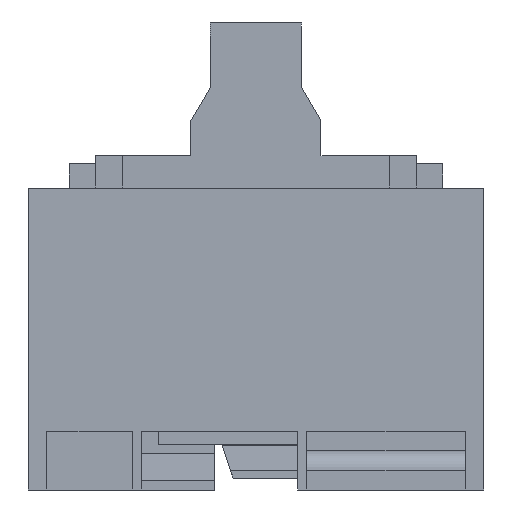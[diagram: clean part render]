
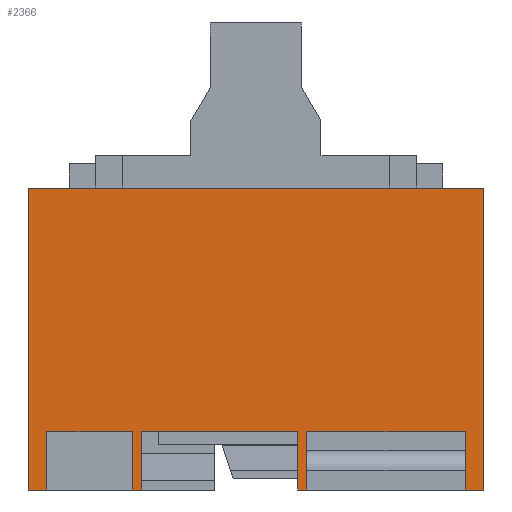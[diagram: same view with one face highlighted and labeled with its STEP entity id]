
A CAD part, front view. The second image highlights one B-rep face of the part: STEP entity #2366.
In plain terms, the highlighted planar face has unit normal (0, -1, 0).
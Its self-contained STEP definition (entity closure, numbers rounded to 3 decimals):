
#226=ORIENTED_EDGE('',*,*,#878,.F.);
#227=ORIENTED_EDGE('',*,*,#879,.T.);
#228=ORIENTED_EDGE('',*,*,#880,.F.);
#229=ORIENTED_EDGE('',*,*,#881,.F.);
#230=ORIENTED_EDGE('',*,*,#876,.T.);
#231=ORIENTED_EDGE('',*,*,#882,.T.);
#232=ORIENTED_EDGE('',*,*,#768,.F.);
#233=ORIENTED_EDGE('',*,*,#883,.F.);
#234=ORIENTED_EDGE('',*,*,#884,.F.);
#235=ORIENTED_EDGE('',*,*,#885,.T.);
#236=ORIENTED_EDGE('',*,*,#764,.F.);
#237=ORIENTED_EDGE('',*,*,#886,.F.);
#238=ORIENTED_EDGE('',*,*,#845,.F.);
#239=ORIENTED_EDGE('',*,*,#887,.T.);
#240=ORIENTED_EDGE('',*,*,#888,.F.);
#241=ORIENTED_EDGE('',*,*,#889,.F.);
#764=EDGE_CURVE('',#1104,#1105,#1340,.T.);
#768=EDGE_CURVE('',#1108,#1109,#1344,.T.);
#845=EDGE_CURVE('',#1170,#1171,#1421,.T.);
#876=EDGE_CURVE('',#1196,#1195,#1452,.T.);
#878=EDGE_CURVE('',#1197,#1198,#1454,.T.);
#879=EDGE_CURVE('',#1197,#1199,#1455,.T.);
#880=EDGE_CURVE('',#1200,#1199,#1456,.T.);
#881=EDGE_CURVE('',#1196,#1200,#1457,.T.);
#882=EDGE_CURVE('',#1195,#1109,#1458,.T.);
#883=EDGE_CURVE('',#1201,#1108,#1459,.T.);
#884=EDGE_CURVE('',#1202,#1201,#1460,.T.);
#885=EDGE_CURVE('',#1202,#1105,#1461,.T.);
#886=EDGE_CURVE('',#1171,#1104,#1462,.T.);
#887=EDGE_CURVE('',#1170,#1203,#1463,.T.);
#888=EDGE_CURVE('',#1204,#1203,#1464,.T.);
#889=EDGE_CURVE('',#1198,#1204,#1465,.T.);
#1104=VERTEX_POINT('',#3303);
#1105=VERTEX_POINT('',#3304);
#1108=VERTEX_POINT('',#3310);
#1109=VERTEX_POINT('',#3312);
#1170=VERTEX_POINT('',#3463);
#1171=VERTEX_POINT('',#3465);
#1195=VERTEX_POINT('',#3521);
#1196=VERTEX_POINT('',#3523);
#1197=VERTEX_POINT('',#3527);
#1198=VERTEX_POINT('',#3528);
#1199=VERTEX_POINT('',#3530);
#1200=VERTEX_POINT('',#3532);
#1201=VERTEX_POINT('',#3536);
#1202=VERTEX_POINT('',#3538);
#1203=VERTEX_POINT('',#3542);
#1204=VERTEX_POINT('',#3544);
#1340=LINE('',#3302,#1682);
#1344=LINE('',#3311,#1686);
#1421=LINE('',#3464,#1763);
#1452=LINE('',#3522,#1794);
#1454=LINE('',#3526,#1796);
#1455=LINE('',#3529,#1797);
#1456=LINE('',#3531,#1798);
#1457=LINE('',#3533,#1799);
#1458=LINE('',#3534,#1800);
#1459=LINE('',#3535,#1801);
#1460=LINE('',#3537,#1802);
#1461=LINE('',#3539,#1803);
#1462=LINE('',#3540,#1804);
#1463=LINE('',#3541,#1805);
#1464=LINE('',#3543,#1806);
#1465=LINE('',#3545,#1807);
#1682=VECTOR('',#2673,1000.);
#1686=VECTOR('',#2677,1000.);
#1763=VECTOR('',#2782,1000.);
#1794=VECTOR('',#2817,1000.);
#1796=VECTOR('',#2821,1000.);
#1797=VECTOR('',#2822,1000.);
#1798=VECTOR('',#2823,1000.);
#1799=VECTOR('',#2824,1000.);
#1800=VECTOR('',#2825,1000.);
#1801=VECTOR('',#2826,1000.);
#1802=VECTOR('',#2827,1000.);
#1803=VECTOR('',#2828,1000.);
#1804=VECTOR('',#2829,1000.);
#1805=VECTOR('',#2830,1000.);
#1806=VECTOR('',#2831,1000.);
#1807=VECTOR('',#2832,1000.);
#2001=EDGE_LOOP('',(#226,#227,#228,#229,#230,#231,#232,#233,#234,#235,#236,
#237,#238,#239,#240,#241));
#2127=FACE_BOUND('',#2001,.T.);
#2248=PLANE('',#2499);
#2366=ADVANCED_FACE('',(#2127),#2248,.F.);
#2499=AXIS2_PLACEMENT_3D('',#3525,#2819,#2820);
#2673=DIRECTION('',(-1.,0.,0.));
#2677=DIRECTION('',(-1.,0.,0.));
#2782=DIRECTION('',(-1.,0.,0.));
#2817=DIRECTION('',(-1.,0.,0.));
#2819=DIRECTION('',(0.,1.,0.));
#2820=DIRECTION('',(0.,0.,1.));
#2821=DIRECTION('',(-1.,0.,0.));
#2822=DIRECTION('',(0.,0.,-1.));
#2823=DIRECTION('',(-1.,0.,0.));
#2824=DIRECTION('',(0.,0.,-1.));
#2825=DIRECTION('',(0.,0.,-1.));
#2826=DIRECTION('',(0.,0.,-1.));
#2827=DIRECTION('',(-1.,0.,0.));
#2828=DIRECTION('',(0.,0.,-1.));
#2829=DIRECTION('',(0.,0.,-1.));
#2830=DIRECTION('',(0.,0.,-1.));
#2831=DIRECTION('',(-1.,0.,0.));
#2832=DIRECTION('',(0.,0.,-1.));
#3302=CARTESIAN_POINT('',(35.,0.,0.));
#3303=CARTESIAN_POINT('',(8.7,0.,0.));
#3304=CARTESIAN_POINT('',(8.,0.,0.));
#3310=CARTESIAN_POINT('',(1.4,0.,0.));
#3311=CARTESIAN_POINT('',(35.,0.,0.));
#3312=CARTESIAN_POINT('',(0.,0.,0.));
#3463=CARTESIAN_POINT('',(20.7,0.,4.5));
#3464=CARTESIAN_POINT('',(35.,0.,4.5));
#3465=CARTESIAN_POINT('',(8.7,0.,4.5));
#3521=CARTESIAN_POINT('',(0.,0.,23.2));
#3522=CARTESIAN_POINT('',(35.,0.,23.2));
#3523=CARTESIAN_POINT('',(35.,0.,23.2));
#3525=CARTESIAN_POINT('',(35.,0.,23.2));
#3526=CARTESIAN_POINT('',(35.,0.,4.5));
#3527=CARTESIAN_POINT('',(33.6,0.,4.5));
#3528=CARTESIAN_POINT('',(21.4,0.,4.5));
#3529=CARTESIAN_POINT('',(33.6,0.,23.2));
#3530=CARTESIAN_POINT('',(33.6,0.,0.));
#3531=CARTESIAN_POINT('',(35.,0.,0.));
#3532=CARTESIAN_POINT('',(35.,0.,0.));
#3533=CARTESIAN_POINT('',(35.,0.,23.2));
#3534=CARTESIAN_POINT('',(0.,0.,23.2));
#3535=CARTESIAN_POINT('',(1.4,0.,23.2));
#3536=CARTESIAN_POINT('',(1.4,0.,4.5));
#3537=CARTESIAN_POINT('',(35.,0.,4.5));
#3538=CARTESIAN_POINT('',(8.,0.,4.5));
#3539=CARTESIAN_POINT('',(8.,0.,23.2));
#3540=CARTESIAN_POINT('',(8.7,0.,23.2));
#3541=CARTESIAN_POINT('',(20.7,0.,23.2));
#3542=CARTESIAN_POINT('',(20.7,0.,0.));
#3543=CARTESIAN_POINT('',(35.,0.,0.));
#3544=CARTESIAN_POINT('',(21.4,0.,0.));
#3545=CARTESIAN_POINT('',(21.4,0.,23.2));
